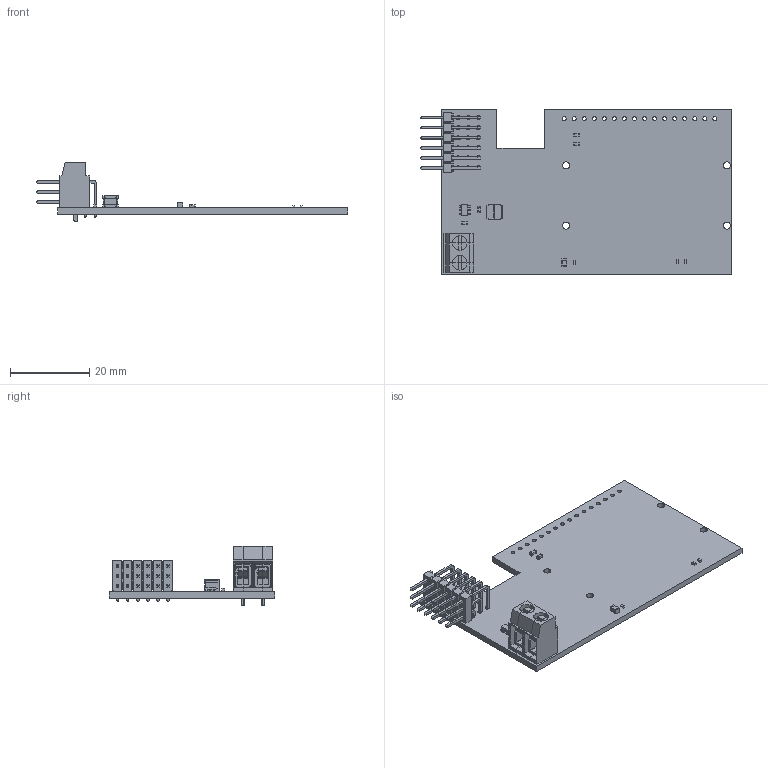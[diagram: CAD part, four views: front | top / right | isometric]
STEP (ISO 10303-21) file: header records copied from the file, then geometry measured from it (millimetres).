
FILE_DESCRIPTION(('KiCad electronic assembly'),'2;1');
FILE_NAME('combat-pcb.step','2025-03-10T19:55:13',('Pcbnew'),('Kicad'), 'Open CASCADE STEP processor 7.8','KiCad to STEP converter','Unknown' );
FILE_SCHEMA(('AUTOMOTIVE_DESIGN { 1 0 10303 214 1 1 1 1 }'));
Length unit declared in the file: millimetre
Products named in the file (16): combat-pcb 1; TSOT-23-6; TSOT_23_6; C_0603_1608Metric; TSW-106-08-T-T-RA; C_0402_1005Metric; Screw_Terminal_01x02; Assem1; ASPI-4030S-4R7M-T; ASPI-4030S; C_0805_2012Metric; _autosave-combat-pcb_PCB
Assembly tree (20 placements, depth 3):
  combat-pcb 1
    TSOT-23-6
      TSOT_23_6
    C_0603_1608Metric  x4
      C_0603_1608Metric
    TSW-106-08-T-T-RA
      TSW-106-08-T-T-RA
    C_0402_1005Metric  x3
      C_0402_1005Metric
    Screw_Terminal_01x02
      Assem1
    ASPI-4030S-4R7M-T
      ASPI-4030S
    C_0805_2012Metric
      C_0805_2012Metric
    _autosave-combat-pcb_PCB
Bounding box: 78.87 x 41.91 x 15.1 mm (x, y, z)
Volume: 5651.3 mm3; surface area: 9550.7 mm2
Topology: 16 solids, 16 shells, 1574 faces, 4241 edges, 2726 vertices
Faces by surface type: plane 1224, cylinder 252, bspline 98
Full cylindrical faces by diameter (mm): 1 x16, 1.02 x18, 1.1 x2, 1.8 x4
Entity records: 50296 total; most frequent: CARTESIAN_POINT 12264, ORIENTED_EDGE 7762, DIRECTION 6827, EDGE_CURVE 3881, LINE 3309, VECTOR 3309, VERTEX_POINT 2486, AXIS2_PLACEMENT_3D 1759
